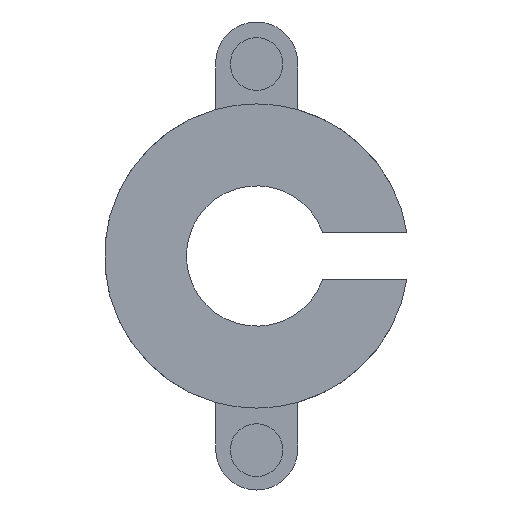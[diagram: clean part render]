
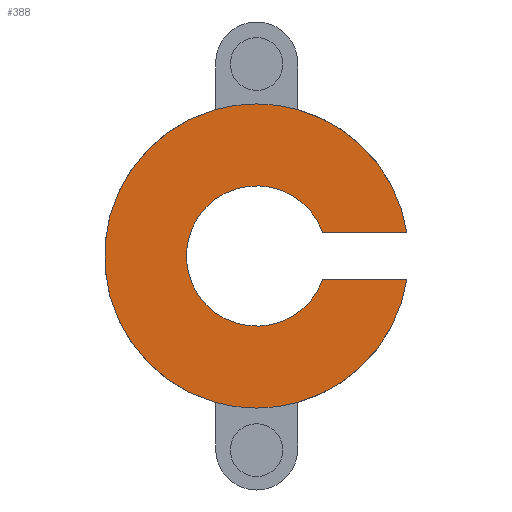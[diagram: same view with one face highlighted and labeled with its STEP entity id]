
A CAD part, front view. The second image highlights one B-rep face of the part: STEP entity #388.
In plain terms, the highlighted planar face has unit normal (0, -1, 0).
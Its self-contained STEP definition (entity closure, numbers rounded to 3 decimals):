
#18=CIRCLE('',#433,13.);
#20=CIRCLE('',#435,13.);
#22=CIRCLE('',#437,13.);
#23=CIRCLE('',#439,13.);
#24=CIRCLE('',#440,13.);
#25=CIRCLE('',#441,6.);
#51=FACE_OUTER_BOUND('',#75,.T.);
#75=EDGE_LOOP('',(#282,#283,#284,#285,#286,#287,#288,#289));
#101=LINE('',#613,#135);
#107=LINE('',#626,#141);
#135=VECTOR('',#482,10.);
#141=VECTOR('',#490,10.);
#169=VERTEX_POINT('',#610);
#170=VERTEX_POINT('',#612);
#175=VERTEX_POINT('',#623);
#176=VERTEX_POINT('',#625);
#178=VERTEX_POINT('',#632);
#181=VERTEX_POINT('',#638);
#182=VERTEX_POINT('',#640);
#185=VERTEX_POINT('',#646);
#205=EDGE_CURVE('',#170,#169,#101,.T.);
#211=EDGE_CURVE('',#176,#175,#107,.T.);
#215=EDGE_CURVE('',#178,#176,#18,.T.);
#219=EDGE_CURVE('',#182,#181,#20,.T.);
#223=EDGE_CURVE('',#169,#185,#22,.T.);
#224=EDGE_CURVE('',#185,#182,#23,.T.);
#225=EDGE_CURVE('',#181,#178,#24,.T.);
#226=EDGE_CURVE('',#175,#170,#25,.T.);
#282=ORIENTED_EDGE('',*,*,#205,.T.);
#283=ORIENTED_EDGE('',*,*,#223,.T.);
#284=ORIENTED_EDGE('',*,*,#224,.T.);
#285=ORIENTED_EDGE('',*,*,#219,.T.);
#286=ORIENTED_EDGE('',*,*,#225,.T.);
#287=ORIENTED_EDGE('',*,*,#215,.T.);
#288=ORIENTED_EDGE('',*,*,#211,.T.);
#289=ORIENTED_EDGE('',*,*,#226,.T.);
#372=PLANE('',#438);
#388=ADVANCED_FACE('',(#51),#372,.T.);
#433=AXIS2_PLACEMENT_3D('',#633,#497,#498);
#435=AXIS2_PLACEMENT_3D('',#641,#503,#504);
#437=AXIS2_PLACEMENT_3D('',#648,#509,#510);
#438=AXIS2_PLACEMENT_3D('',#649,#511,#512);
#439=AXIS2_PLACEMENT_3D('',#650,#513,#514);
#440=AXIS2_PLACEMENT_3D('',#651,#515,#516);
#441=AXIS2_PLACEMENT_3D('',#652,#517,#518);
#482=DIRECTION('',(1.,0.,0.));
#490=DIRECTION('',(-1.,0.,0.));
#497=DIRECTION('center_axis',(0.,-1.,0.));
#498=DIRECTION('ref_axis',(1.,0.,0.));
#503=DIRECTION('center_axis',(0.,-1.,0.));
#504=DIRECTION('ref_axis',(1.,0.,0.));
#509=DIRECTION('center_axis',(0.,-1.,0.));
#510=DIRECTION('ref_axis',(1.,0.,0.));
#511=DIRECTION('center_axis',(0.,-1.,0.));
#512=DIRECTION('ref_axis',(0.,0.,-1.));
#513=DIRECTION('center_axis',(0.,-1.,0.));
#514=DIRECTION('ref_axis',(1.,0.,0.));
#515=DIRECTION('center_axis',(0.,-1.,0.));
#516=DIRECTION('ref_axis',(1.,0.,0.));
#517=DIRECTION('center_axis',(0.,1.,0.));
#518=DIRECTION('ref_axis',(1.,0.,0.));
#610=CARTESIAN_POINT('',(12.845,-2.,2.));
#612=CARTESIAN_POINT('',(5.657,-2.,2.));
#613=CARTESIAN_POINT('',(-0.006,-2.,2.));
#623=CARTESIAN_POINT('',(5.657,-2.,-2.));
#625=CARTESIAN_POINT('',(12.845,-2.,-2.));
#626=CARTESIAN_POINT('',(7.815,-2.,-2.));
#632=CARTESIAN_POINT('',(3.5,-2.,-12.52));
#633=CARTESIAN_POINT('Origin',(0.,-2.,0.));
#638=CARTESIAN_POINT('',(-3.5,-2.,-12.52));
#640=CARTESIAN_POINT('',(-3.5,-2.,12.52));
#641=CARTESIAN_POINT('Origin',(0.,-2.,0.));
#646=CARTESIAN_POINT('',(3.5,-2.,12.52));
#648=CARTESIAN_POINT('Origin',(0.,-2.,0.));
#649=CARTESIAN_POINT('Origin',(0.,-2.,0.));
#650=CARTESIAN_POINT('Origin',(0.,-2.,0.));
#651=CARTESIAN_POINT('Origin',(0.,-2.,0.));
#652=CARTESIAN_POINT('Origin',(0.,-2.,0.));
